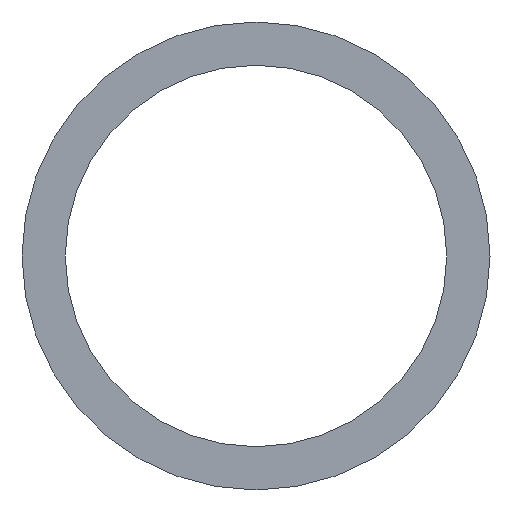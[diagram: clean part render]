
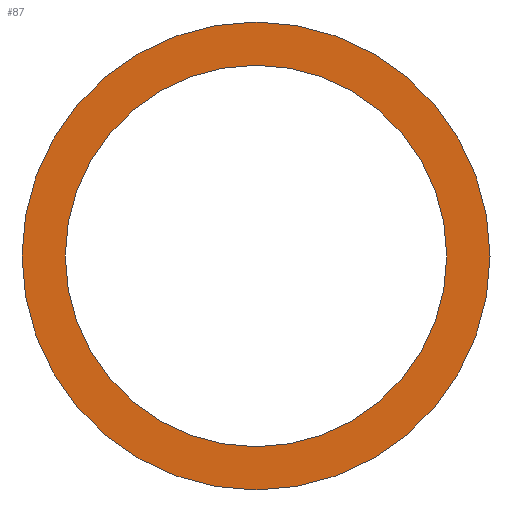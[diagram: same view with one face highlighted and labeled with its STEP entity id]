
A CAD part, left-side view. The second image highlights one B-rep face of the part: STEP entity #87.
In plain terms, the highlighted planar face has unit normal (-1, 0, 0).
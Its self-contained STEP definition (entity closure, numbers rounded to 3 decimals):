
#55 = EDGE_CURVE( '', #89, #57, #125, .T. );
#57 = VERTEX_POINT( '', #127 );
#71 = EDGE_CURVE( '', #93, #81, #142, .T. );
#75 = EDGE_CURVE( '', #81, #93, #146, .T. );
#81 = VERTEX_POINT( '', #153 );
#87 = ADVANCED_FACE( '', ( #161, #162 ), #163, .F. );
#89 = VERTEX_POINT( '', #165 );
#93 = VERTEX_POINT( '', #169 );
#97 = EDGE_CURVE( '', #57, #89, #174, .T. );
#125 = CIRCLE( '', #196, 16.3 );
#127 = CARTESIAN_POINT( '', ( 0., 0., -16.3 ) );
#142 = CIRCLE( '', #217, 20. );
#146 = CIRCLE( '', #222, 20. );
#153 = CARTESIAN_POINT( '', ( 0., 0., -20. ) );
#161 = FACE_OUTER_BOUND( '', #239, .T. );
#162 = FACE_BOUND( '', #240, .T. );
#163 = PLANE( '', #241 );
#165 = CARTESIAN_POINT( '', ( 0., 0., 16.3 ) );
#169 = CARTESIAN_POINT( '', ( 0., 0., 20. ) );
#174 = CIRCLE( '', #254, 16.3 );
#196 = AXIS2_PLACEMENT_3D( '', #272, #273, #274 );
#217 = AXIS2_PLACEMENT_3D( '', #286, #287, #288 );
#222 = AXIS2_PLACEMENT_3D( '', #289, #290, #291 );
#239 = EDGE_LOOP( '', ( #310, #311 ) );
#240 = EDGE_LOOP( '', ( #312, #313 ) );
#241 = AXIS2_PLACEMENT_3D( '', #314, #315, #316 );
#254 = AXIS2_PLACEMENT_3D( '', #328, #329, #330 );
#272 = CARTESIAN_POINT( '', ( 0., 0., 0. ) );
#273 = DIRECTION( '', ( 1., 0., 0. ) );
#274 = DIRECTION( '', ( 0., 0., -1. ) );
#286 = CARTESIAN_POINT( '', ( 0., 0., 0. ) );
#287 = DIRECTION( '', ( 1., 0., 0. ) );
#288 = DIRECTION( '', ( 0., 0., -1. ) );
#289 = CARTESIAN_POINT( '', ( 0., 0., 0. ) );
#290 = DIRECTION( '', ( 1., 0., 0. ) );
#291 = DIRECTION( '', ( 0., 0., -1. ) );
#310 = ORIENTED_EDGE( '', *, *, #75, .F. );
#311 = ORIENTED_EDGE( '', *, *, #71, .F. );
#312 = ORIENTED_EDGE( '', *, *, #97, .T. );
#313 = ORIENTED_EDGE( '', *, *, #55, .T. );
#314 = CARTESIAN_POINT( '', ( 0., 0., 0. ) );
#315 = DIRECTION( '', ( 1., 0., 0. ) );
#316 = DIRECTION( '', ( 0., 0., -1. ) );
#328 = CARTESIAN_POINT( '', ( 0., 0., 0. ) );
#329 = DIRECTION( '', ( 1., 0., 0. ) );
#330 = DIRECTION( '', ( 0., 0., -1. ) );
